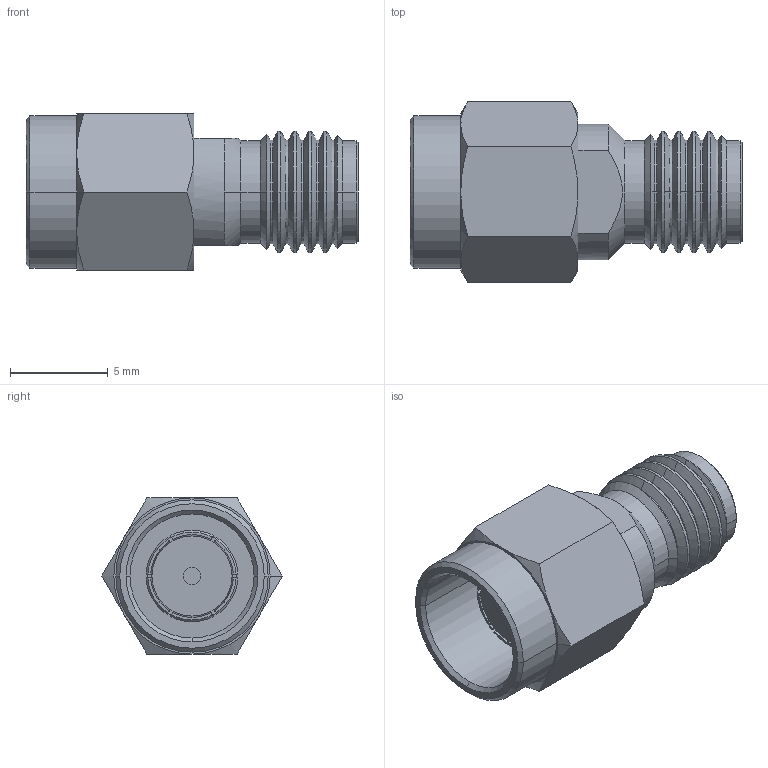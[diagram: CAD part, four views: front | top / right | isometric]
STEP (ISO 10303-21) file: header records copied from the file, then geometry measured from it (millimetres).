
FILE_DESCRIPTION (( 'STEP AP214' ), '1' );
FILE_NAME ('FMAD1735_3D.step', '2024-03-12T21:47:12', ( '' ), ( '' ), 'SwSTEP 2.0', 'SolidWorks 2022', '' );
FILE_SCHEMA (( 'AUTOMOTIVE_DESIGN' ));
Length unit declared in the file: inch
Products named in the file (1): FMAD1735_3D
Bounding box: 17 x 9.24 x 8 mm (x, y, z)
Volume: 511 mm3; surface area: 754.7 mm2
Topology: 1 solids, 1 shells, 151 faces, 353 edges, 211 vertices
Faces by surface type: cone 71, plane 41, cylinder 39
Entity records: 4598 total; most frequent: CARTESIAN_POINT 1098, DIRECTION 772, ORIENTED_EDGE 706, EDGE_CURVE 353, AXIS2_PLACEMENT_3D 329, VERTEX_POINT 211, CIRCLE 177, EDGE_LOOP 158
